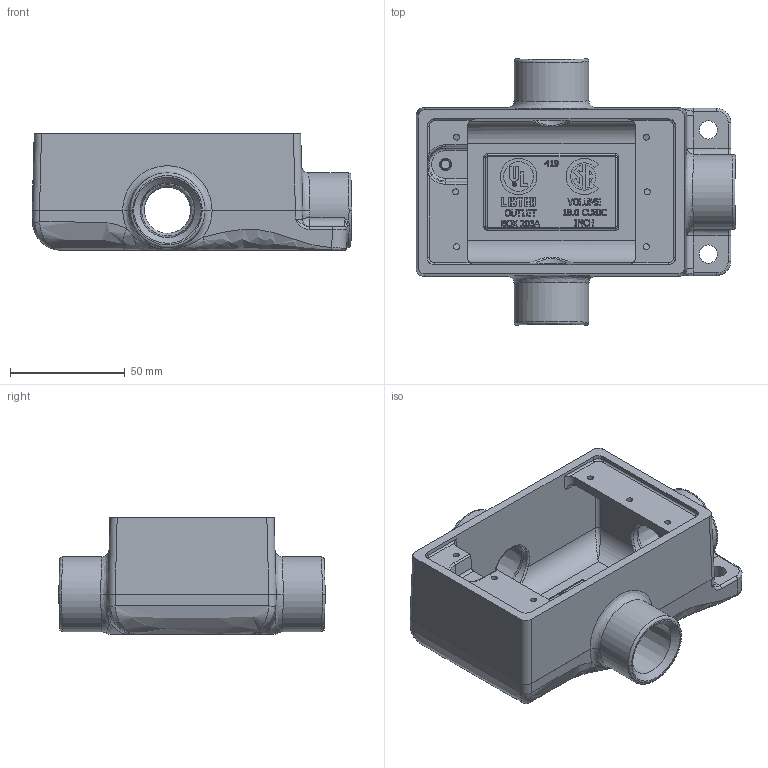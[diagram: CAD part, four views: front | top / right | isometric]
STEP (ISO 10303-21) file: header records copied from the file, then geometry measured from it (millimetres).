
FILE_DESCRIPTION(/* description */ ('FST-2 AS MACHINED'),/* implementation_level */ '2;1');
FILE_NAME(/* name */ 'KIL_FST-2.stp',/* time_stamp */ '2020-10-15T12:46:56+05:00',/* author */ ('kr'),/* organization */ (''),/* preprocessor_version */ 'ST-DEVELOPER v18',/* originating_system */ 'Autodesk Inventor 2020',/* authorisation */ '');
FILE_SCHEMA (('AUTOMOTIVE_DESIGN { 1 0 10303 214 3 1 1 }'));
Length unit declared in the file: inch
Products named in the file (1): 23862
Bounding box: 138.98 x 115.89 x 50.8 mm (x, y, z)
Volume: 158614.2 mm3; surface area: 64964.3 mm2
Topology: 1 solids, 1 shells, 1160 faces, 3070 edges, 1966 vertices
Faces by surface type: plane 563, bspline 388, cylinder 169, torus 20, cone 12, sphere 8
Full cylindrical faces by diameter (mm): 1.476 x1, 1.762 x1, 2.642 x6, 3.683 x1, 12.938 x1, 15.875 x1, 20.117 x3, 32.544 x2
Entity records: 41427 total; most frequent: CARTESIAN_POINT 14826, ORIENTED_EDGE 6092, DIRECTION 4413, EDGE_CURVE 3046, VERTEX_POINT 1966, LINE 1857, VECTOR 1857, AXIS2_PLACEMENT_3D 1278
